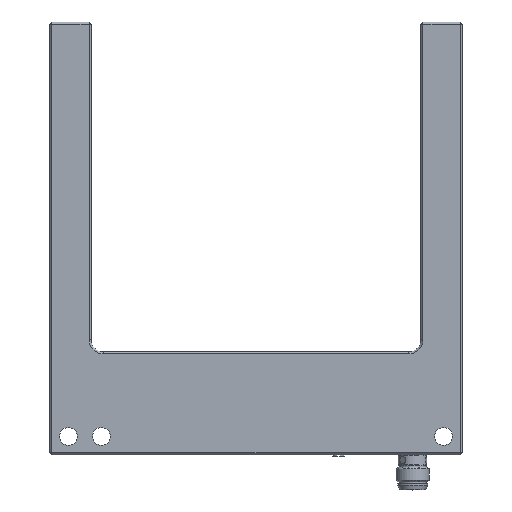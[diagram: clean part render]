
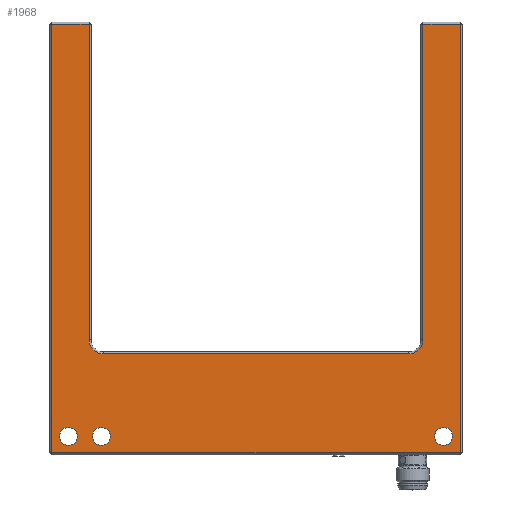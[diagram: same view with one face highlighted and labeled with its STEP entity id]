
A CAD part, top view. The second image highlights one B-rep face of the part: STEP entity #1968.
In plain terms, the highlighted planar face has unit normal (0, 0, 1).
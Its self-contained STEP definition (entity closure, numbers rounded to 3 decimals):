
#975=CARTESIAN_POINT('',(0.5,0.5,10.0));
#976=VERTEX_POINT('',#975);
#1115=CARTESIAN_POINT('',(99.5,0.5,10.0));
#1116=VERTEX_POINT('',#1115);
#1169=CARTESIAN_POINT('',(0.5,104.5,10.0));
#1170=VERTEX_POINT('',#1169);
#1229=CARTESIAN_POINT('',(0.5,0.5,10.0));
#1230=DIRECTION('',(0.0,1.0,0.0));
#1231=VECTOR('',#1230,104.0);
#1232=LINE('',#1229,#1231);
#1233=EDGE_CURVE('',#976,#1170,#1232,.T.);
#1331=CARTESIAN_POINT('',(99.5,104.5,10.0));
#1332=VERTEX_POINT('',#1331);
#1385=CARTESIAN_POINT('',(9.5,104.5,10.0));
#1386=VERTEX_POINT('',#1385);
#1445=CARTESIAN_POINT('',(0.5,104.5,10.0));
#1446=DIRECTION('',(1.0,0.0,0.0));
#1447=VECTOR('',#1446,9.0);
#1448=LINE('',#1445,#1447);
#1449=EDGE_CURVE('',#1170,#1386,#1448,.T.);
#1459=CARTESIAN_POINT('',(90.5,104.5,10.0));
#1460=VERTEX_POINT('',#1459);
#1499=CARTESIAN_POINT('',(90.5,104.5,10.0));
#1500=DIRECTION('',(1.0,0.0,0.0));
#1501=VECTOR('',#1500,9.0);
#1502=LINE('',#1499,#1501);
#1503=EDGE_CURVE('',#1460,#1332,#1502,.T.);
#1537=CARTESIAN_POINT('',(90.5,28.,10.0));
#1538=VERTEX_POINT('',#1537);
#1545=CARTESIAN_POINT('',(90.5,28.,10.0));
#1546=DIRECTION('',(0.0,1.0,0.0));
#1547=VECTOR('',#1546,76.5);
#1548=LINE('',#1545,#1547);
#1549=EDGE_CURVE('',#1538,#1460,#1548,.T.);
#1568=CARTESIAN_POINT('',(87.,24.5,10.0));
#1569=VERTEX_POINT('',#1568);
#1576=CARTESIAN_POINT('',(87.,28.,10.0));
#1577=DIRECTION('',(0.0,0.0,1.0));
#1578=DIRECTION('',(0.707,-0.707,0.0));
#1579=AXIS2_PLACEMENT_3D('',#1576,#1577,#1578);
#1580=CIRCLE('',#1579,3.5);
#1581=EDGE_CURVE('',#1569,#1538,#1580,.T.);
#1601=CARTESIAN_POINT('',(13.,24.5,10.0));
#1602=VERTEX_POINT('',#1601);
#1609=CARTESIAN_POINT('',(13.,24.5,10.0));
#1610=DIRECTION('',(1.0,0.0,0.0));
#1611=VECTOR('',#1610,74.);
#1612=LINE('',#1609,#1611);
#1613=EDGE_CURVE('',#1602,#1569,#1612,.T.);
#1632=CARTESIAN_POINT('',(9.5,28.0,10.0));
#1633=VERTEX_POINT('',#1632);
#1640=CARTESIAN_POINT('',(13.,28.0,10.0));
#1641=DIRECTION('',(0.0,0.0,1.0));
#1642=DIRECTION('',(-0.707,-0.707,0.0));
#1643=AXIS2_PLACEMENT_3D('',#1640,#1641,#1642);
#1644=CIRCLE('',#1643,3.5);
#1645=EDGE_CURVE('',#1633,#1602,#1644,.T.);
#1664=CARTESIAN_POINT('',(9.5,104.5,10.0));
#1665=DIRECTION('',(0.0,-1.0,0.0));
#1666=VECTOR('',#1665,76.5);
#1667=LINE('',#1664,#1666);
#1668=EDGE_CURVE('',#1386,#1633,#1667,.T.);
#1693=CARTESIAN_POINT('',(99.5,104.5,10.0));
#1694=DIRECTION('',(0.0,-1.0,0.0));
#1695=VECTOR('',#1694,104.0);
#1696=LINE('',#1693,#1695);
#1697=EDGE_CURVE('',#1332,#1116,#1696,.T.);
#1887=CARTESIAN_POINT('',(99.5,0.5,10.0));
#1888=DIRECTION('',(-1.0,0.0,0.0));
#1889=VECTOR('',#1888,99.0);
#1890=LINE('',#1887,#1889);
#1891=EDGE_CURVE('',#1116,#976,#1890,.T.);
#1918=CARTESIAN_POINT('',(50.0,52.5,10.0));
#1919=DIRECTION('',(0.0,0.0,1.0));
#1920=DIRECTION('',(1.0,0.0,0.0));
#1921=AXIS2_PLACEMENT_3D('',#1918,#1919,#1920);
#1922=PLANE('',#1921);
#1923=ORIENTED_EDGE('',*,*,#1449,.F.);
#1924=ORIENTED_EDGE('',*,*,#1233,.F.);
#1925=ORIENTED_EDGE('',*,*,#1891,.F.);
#1926=ORIENTED_EDGE('',*,*,#1697,.F.);
#1927=ORIENTED_EDGE('',*,*,#1503,.F.);
#1928=ORIENTED_EDGE('',*,*,#1549,.F.);
#1929=ORIENTED_EDGE('',*,*,#1581,.F.);
#1930=ORIENTED_EDGE('',*,*,#1613,.F.);
#1931=ORIENTED_EDGE('',*,*,#1645,.F.);
#1932=ORIENTED_EDGE('',*,*,#1668,.F.);
#1933=EDGE_LOOP('',(#1923,#1924,#1925,#1926,#1927,#1928,#1929,#1930,#1931,#1932));
#1934=FACE_OUTER_BOUND('',#1933,.T.);
#1935=CARTESIAN_POINT('',(14.65,4.5,10.0));
#1936=VERTEX_POINT('',#1935);
#1937=CARTESIAN_POINT('',(12.5,4.5,10.0));
#1938=DIRECTION('',(0.0,0.0,-1.0));
#1939=DIRECTION('',(-1.0,0.0,0.0));
#1940=AXIS2_PLACEMENT_3D('',#1937,#1938,#1939);
#1941=CIRCLE('',#1940,2.15);
#1942=EDGE_CURVE('',#1936,#1936,#1941,.T.);
#1943=ORIENTED_EDGE('',*,*,#1942,.T.);
#1944=EDGE_LOOP('',(#1943));
#1945=FACE_BOUND('',#1944,.T.);
#1946=CARTESIAN_POINT('',(6.65,4.5,10.0));
#1947=VERTEX_POINT('',#1946);
#1948=CARTESIAN_POINT('',(4.5,4.5,10.0));
#1949=DIRECTION('',(0.0,0.0,-1.0));
#1950=DIRECTION('',(-1.0,0.0,0.0));
#1951=AXIS2_PLACEMENT_3D('',#1948,#1949,#1950);
#1952=CIRCLE('',#1951,2.15);
#1953=EDGE_CURVE('',#1947,#1947,#1952,.T.);
#1954=ORIENTED_EDGE('',*,*,#1953,.T.);
#1955=EDGE_LOOP('',(#1954));
#1956=FACE_BOUND('',#1955,.T.);
#1957=CARTESIAN_POINT('',(97.65,4.5,10.0));
#1958=VERTEX_POINT('',#1957);
#1959=CARTESIAN_POINT('',(95.5,4.5,10.0));
#1960=DIRECTION('',(0.0,0.0,-1.0));
#1961=DIRECTION('',(-1.0,0.0,0.0));
#1962=AXIS2_PLACEMENT_3D('',#1959,#1960,#1961);
#1963=CIRCLE('',#1962,2.15);
#1964=EDGE_CURVE('',#1958,#1958,#1963,.T.);
#1965=ORIENTED_EDGE('',*,*,#1964,.T.);
#1966=EDGE_LOOP('',(#1965));
#1967=FACE_BOUND('',#1966,.T.);
#1968=ADVANCED_FACE('',(#1934,#1945,#1956,#1967),#1922,.T.);
